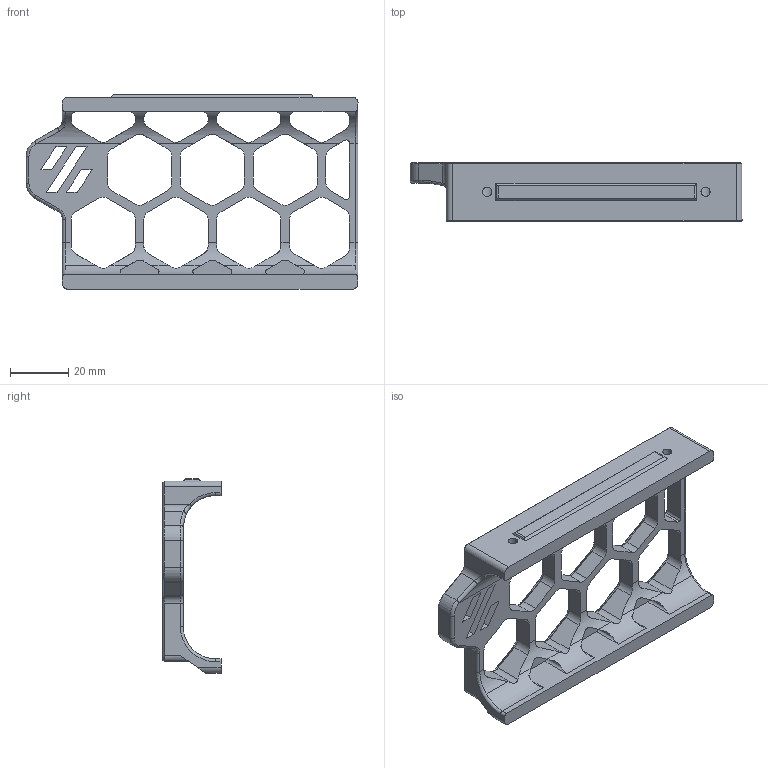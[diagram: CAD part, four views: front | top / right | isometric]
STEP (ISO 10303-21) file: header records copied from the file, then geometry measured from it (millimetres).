
FILE_DESCRIPTION (( 'STEP AP214' ), '1' );
FILE_NAME ('Left_Front_Skirt_250_Trident_Button_PCB.STEP', '2023-01-08T20:57:42', ( '' ), ( '' ), 'SwSTEP 2.0', 'SolidWorks 2022', '' );
FILE_SCHEMA (( 'AUTOMOTIVE_DESIGN' ));
Length unit declared in the file: millimetre
Products named in the file (1): Left_Front_Skirt_250_Trident_Button_PCB
Bounding box: 114 x 20 x 66.8 mm (x, y, z)
Volume: 32094.1 mm3; surface area: 20194.1 mm2
Topology: 1 solids, 1 shells, 593 faces, 1499 edges, 910 vertices
Faces by surface type: plane 285, cylinder 175, cone 124, torus 7, bspline 2
Entity records: 18220 total; most frequent: CARTESIAN_POINT 3918, ORIENTED_EDGE 2998, DIRECTION 2993, EDGE_CURVE 1499, AXIS2_PLACEMENT_3D 1013, LINE 967, VECTOR 967, VERTEX_POINT 910
